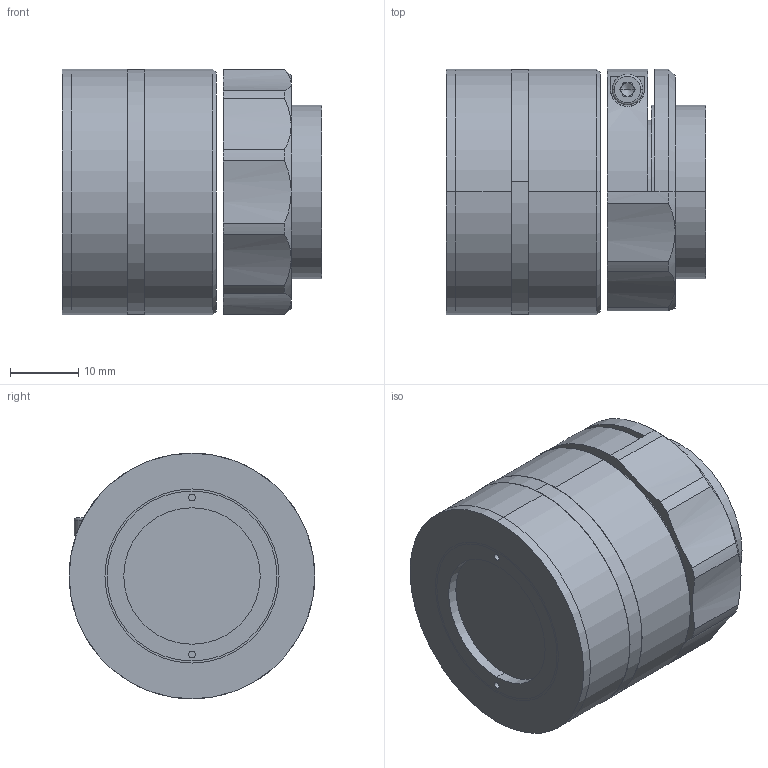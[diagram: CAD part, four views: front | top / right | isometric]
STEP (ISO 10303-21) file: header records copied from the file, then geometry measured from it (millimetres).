
FILE_DESCRIPTION (( 'STEP AP203' ), '1' );
FILE_NAME ('XF-MH05X69.STEP', '2020-04-10T08:21:55', ( 'puyufan' ), ( '' ), 'SwSTEP 2.0', 'SolidWorks 2014', '' );
FILE_SCHEMA (( 'CONFIG_CONTROL_DESIGN' ));
Length unit declared in the file: millimetre
Products named in the file (1): XF-MH05X69
Bounding box: 38.09 x 36 x 36 mm (x, y, z)
Surface area: 10963.8 mm2 (no closed solid volume)
Topology: 0 solids, 10 shells, 82 faces, 222 edges, 153 vertices
Faces by surface type: cylinder 35, plane 34, cone 11, torus 2
Entity records: 2772 total; most frequent: CARTESIAN_POINT 549, DIRECTION 501, ORIENTED_EDGE 377, EDGE_CURVE 220, AXIS2_PLACEMENT_3D 209, VERTEX_POINT 153, CIRCLE 126, EDGE_LOOP 103
